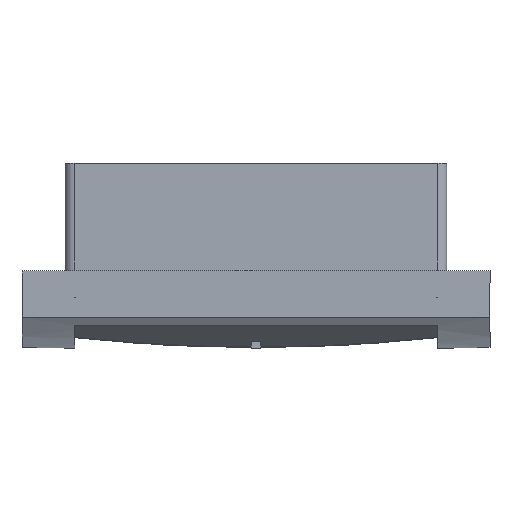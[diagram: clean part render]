
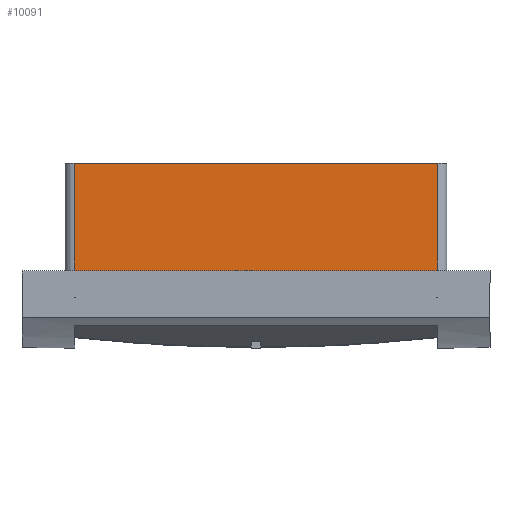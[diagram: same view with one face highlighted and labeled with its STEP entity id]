
A CAD part, top view. The second image highlights one B-rep face of the part: STEP entity #10091.
In plain terms, the highlighted planar face has unit normal (0, 0, 1).
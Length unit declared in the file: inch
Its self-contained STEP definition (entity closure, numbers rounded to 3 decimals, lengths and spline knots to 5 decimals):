
#269 = CARTESIAN_POINT ( 'NONE',  ( 2.32283, 0., 2.44094 ) ) ;
#340 = FACE_OUTER_BOUND ( 'NONE', #1911, .T. ) ;
#594 = LINE ( 'NONE', #269, #10041 ) ;
#848 = EDGE_CURVE ( 'NONE', #10922, #8215, #4402, .T. ) ;
#1794 = VECTOR ( 'NONE', #7720, 39.37008 ) ;
#1911 = EDGE_LOOP ( 'NONE', ( #2995, #10554, #5366, #5451 ) ) ;
#2397 = VERTEX_POINT ( 'NONE', #9196 ) ;
#2629 = EDGE_CURVE ( 'NONE', #2397, #9976, #4232, .T. ) ;
#2711 = AXIS2_PLACEMENT_3D ( 'NONE', #8721, #5982, #10572 ) ;
#2778 = VECTOR ( 'NONE', #8669, 39.37008 ) ;
#2995 = ORIENTED_EDGE ( 'NONE', *, *, #2629, .T. ) ;
#4115 = VECTOR ( 'NONE', #4474, 39.37008 ) ;
#4232 = LINE ( 'NONE', #7644, #1794 ) ;
#4402 = LINE ( 'NONE', #11709, #4115 ) ;
#4474 = DIRECTION ( 'NONE',  ( 1., 0., 0. ) ) ;
#4833 = DIRECTION ( 'NONE',  ( 0., -1., 0. ) ) ;
#5075 = CARTESIAN_POINT ( 'NONE',  ( 2.32283, 1.37795, 2.44094 ) ) ;
#5366 = ORIENTED_EDGE ( 'NONE', *, *, #848, .F. ) ;
#5451 = ORIENTED_EDGE ( 'NONE', *, *, #8751, .T. ) ;
#5664 = CARTESIAN_POINT ( 'NONE',  ( -2.32283, 1.37795, 2.44094 ) ) ;
#5982 = DIRECTION ( 'NONE',  ( 0., 0., 1. ) ) ;
#7062 = EDGE_CURVE ( 'NONE', #8215, #9976, #594, .T. ) ;
#7644 = CARTESIAN_POINT ( 'NONE',  ( 2.32283, 0., 2.44094 ) ) ;
#7663 = CARTESIAN_POINT ( 'NONE',  ( 2.32283, 0., 2.44094 ) ) ;
#7720 = DIRECTION ( 'NONE',  ( 1., 0., 0. ) ) ;
#7822 = PLANE ( 'NONE',  #2711 ) ;
#8215 = VERTEX_POINT ( 'NONE', #5075 ) ;
#8511 = LINE ( 'NONE', #11454, #2778 ) ;
#8669 = DIRECTION ( 'NONE',  ( 0., -1., 0. ) ) ;
#8721 = CARTESIAN_POINT ( 'NONE',  ( 2.32283, 0., 2.44094 ) ) ;
#8751 = EDGE_CURVE ( 'NONE', #10922, #2397, #8511, .T. ) ;
#9196 = CARTESIAN_POINT ( 'NONE',  ( -2.32283, 0., 2.44094 ) ) ;
#9976 = VERTEX_POINT ( 'NONE', #7663 ) ;
#10041 = VECTOR ( 'NONE', #4833, 39.37008 ) ;
#10091 = ADVANCED_FACE ( 'NONE', ( #340 ), #7822, .T. ) ;
#10554 = ORIENTED_EDGE ( 'NONE', *, *, #7062, .F. ) ;
#10572 = DIRECTION ( 'NONE',  ( 1., 0., 0. ) ) ;
#10922 = VERTEX_POINT ( 'NONE', #5664 ) ;
#11454 = CARTESIAN_POINT ( 'NONE',  ( -2.32283, 0., 2.44094 ) ) ;
#11709 = CARTESIAN_POINT ( 'NONE',  ( 0., 1.37795, 2.44094 ) ) ;
